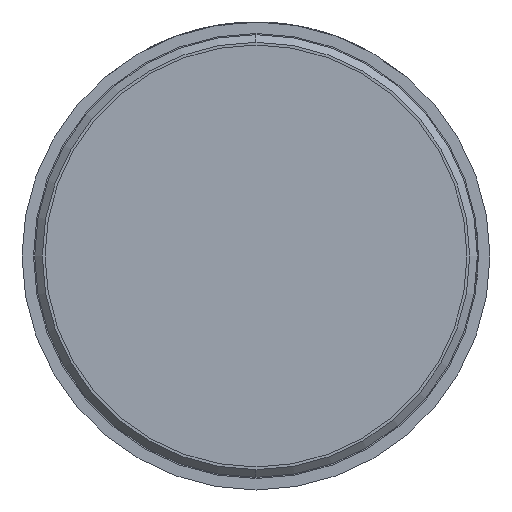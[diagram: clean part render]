
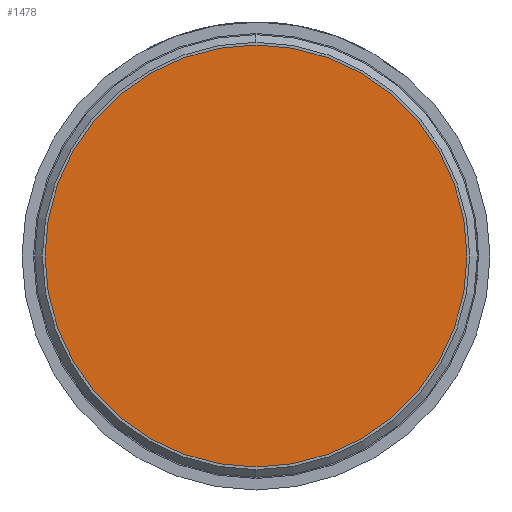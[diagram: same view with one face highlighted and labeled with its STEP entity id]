
A CAD part, front view. The second image highlights one B-rep face of the part: STEP entity #1478.
In plain terms, the highlighted planar face has unit normal (0, -1, 0).
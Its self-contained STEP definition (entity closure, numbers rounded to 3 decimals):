
#251 = VERTEX_POINT ( 'NONE', #3707 ) ;
#396 = EDGE_CURVE ( 'Defeature ausgef�hrt1_26+Defeature ausgef�hrt1_27+Defeature ausgef�hrt1_27+Defeature ausgef�hrt1_27', #251, #2116, #916, .T. ) ;
#616 = DIRECTION ( 'NONE',  ( 0., 0., -1. ) ) ;
#693 = CARTESIAN_POINT ( 'NONE',  ( 1.9, 0., 0. ) ) ;
#916 = CIRCLE ( 'NONE', #1193, 2.75 ) ;
#928 = DIRECTION ( 'NONE',  ( 0., 0., -1. ) ) ;
#944 = DIRECTION ( 'NONE',  ( 0., -1., 0. ) ) ;
#1143 = ORIENTED_EDGE ( 'NONE', *, *, #396, .T. ) ;
#1193 = AXIS2_PLACEMENT_3D ( 'NONE', #1432, #3329, #616 ) ;
#1251 = AXIS2_PLACEMENT_3D ( 'NONE', #2201, #944, #928 ) ;
#1285 = DIRECTION ( 'NONE',  ( 0., 0., 1. ) ) ;
#1308 = EDGE_CURVE ( 'Defeature ausgef�hrt1_26+Defeature ausgef�hrt1_27+Defeature ausgef�hrt1_27+Defeature ausgef�hrt1_27', #2116, #251, #2846, .T. ) ;
#1432 = CARTESIAN_POINT ( 'NONE',  ( 0., 0., 0. ) ) ;
#1478 = ADVANCED_FACE ( 'Defeature ausgef�hrt1_26', ( #2012 ), #3526, .F. ) ;
#1560 = EDGE_LOOP ( 'NONE', ( #3401, #1143 ) ) ;
#2012 = FACE_OUTER_BOUND ( 'NONE', #1560, .T. ) ;
#2116 = VERTEX_POINT ( 'NONE', #2883 ) ;
#2201 = CARTESIAN_POINT ( 'NONE',  ( 0., 0., 0. ) ) ;
#2846 = CIRCLE ( 'NONE', #1251, 2.75 ) ;
#2883 = CARTESIAN_POINT ( 'NONE',  ( 0., 0., -2.75 ) ) ;
#3329 = DIRECTION ( 'NONE',  ( 0., -1., 0. ) ) ;
#3401 = ORIENTED_EDGE ( 'NONE', *, *, #1308, .T. ) ;
#3526 = PLANE ( 'NONE',  #3877 ) ;
#3707 = CARTESIAN_POINT ( 'NONE',  ( 0., 0., 2.75 ) ) ;
#3877 = AXIS2_PLACEMENT_3D ( 'NONE', #693, #4117, #1285 ) ;
#4117 = DIRECTION ( 'NONE',  ( 0., 1., 0. ) ) ;
